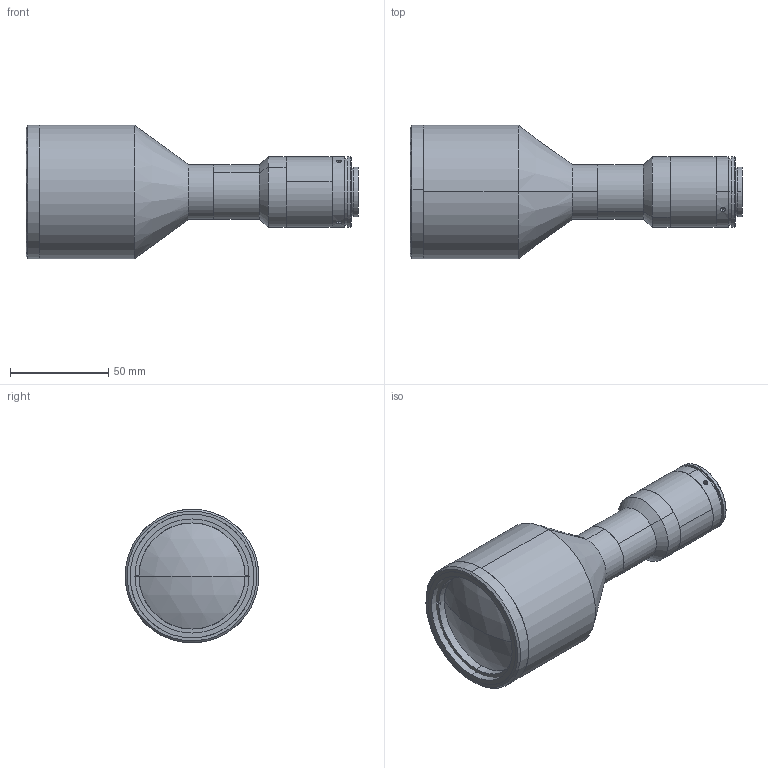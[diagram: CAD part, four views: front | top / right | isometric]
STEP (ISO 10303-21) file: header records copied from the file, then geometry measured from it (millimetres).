
FILE_DESCRIPTION (( 'STEP AP203' ), '1' );
FILE_NAME ('XF-5MDT035X110-1C.STEP', '2018-04-08T06:31:23', ( 'puyufan' ), ( '' ), 'SwSTEP 2.0', 'SolidWorks 2014', '' );
FILE_SCHEMA (( 'CONFIG_CONTROL_DESIGN' ));
Length unit declared in the file: millimetre
Products named in the file (1): XF-5MDT035X110-1C
Bounding box: 168.86 x 68 x 68 mm (x, y, z)
Surface area: 37824.1 mm2 (no closed solid volume)
Topology: 0 solids, 11 shells, 76 faces, 186 edges, 125 vertices
Faces by surface type: cylinder 42, plane 22, cone 10, sphere 2
Entity records: 2545 total; most frequent: CARTESIAN_POINT 616, DIRECTION 434, ORIENTED_EDGE 318, EDGE_CURVE 186, AXIS2_PLACEMENT_3D 183, VERTEX_POINT 125, CIRCLE 106, EDGE_LOOP 93
